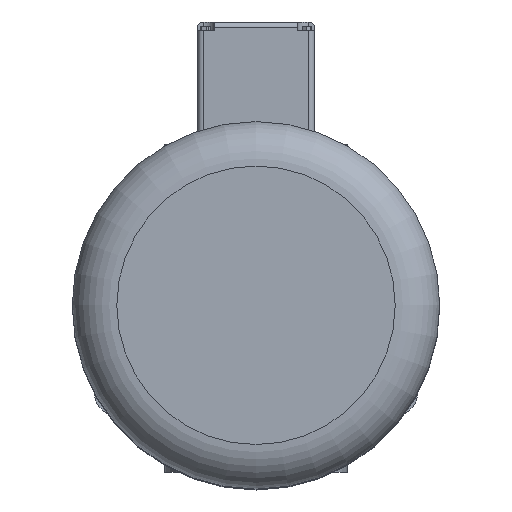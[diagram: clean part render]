
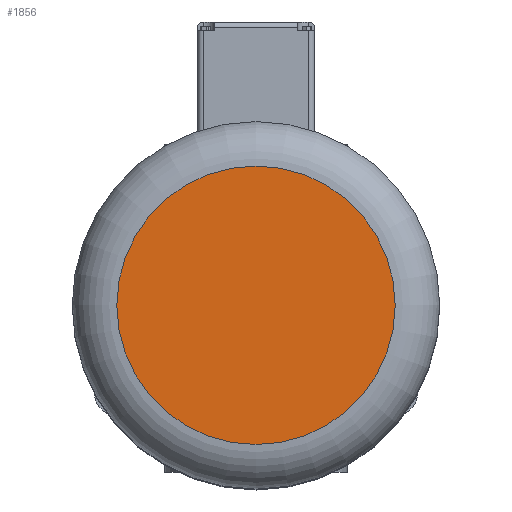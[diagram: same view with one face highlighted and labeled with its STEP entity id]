
A CAD part, top view. The second image highlights one B-rep face of the part: STEP entity #1856.
In plain terms, the highlighted planar face has unit normal (0, 0, 1).
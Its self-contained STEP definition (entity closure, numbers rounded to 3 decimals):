
#1856=ADVANCED_FACE('',(#5689),#5691,.T.);
#5689=FACE_BOUND('',#5690,.T.);
#5690=EDGE_LOOP('',(#9001));
#5691=PLANE('',#5692);
#5692=AXIS2_PLACEMENT_3D('',#5693,#5694,#5695);
#5693=CARTESIAN_POINT('',(0.,0.,1735.));
#5694=DIRECTION('',(0.,0.,1.));
#5695=DIRECTION('',(0.,1.,0.));
#9001=ORIENTED_EDGE('',*,*,#10907,.F.);
#10907=EDGE_CURVE('',#12633,#12633,#12634,.T.);
#12633=VERTEX_POINT('',#15960);
#12634=CIRCLE('',#15961,125.);
#15960=CARTESIAN_POINT('',(0.,125.,1735.));
#15961=AXIS2_PLACEMENT_3D('',#15962,#15963,#15964);
#15962=CARTESIAN_POINT('',(0.,0.,1735.));
#15963=DIRECTION('',(0.,0.,-1.));
#15964=DIRECTION('',(0.,1.,0.));
